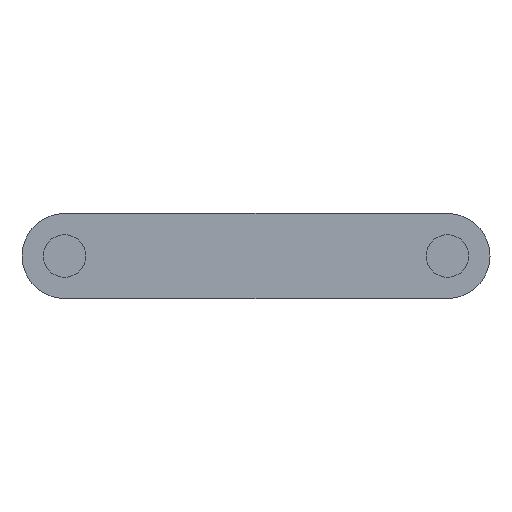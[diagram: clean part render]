
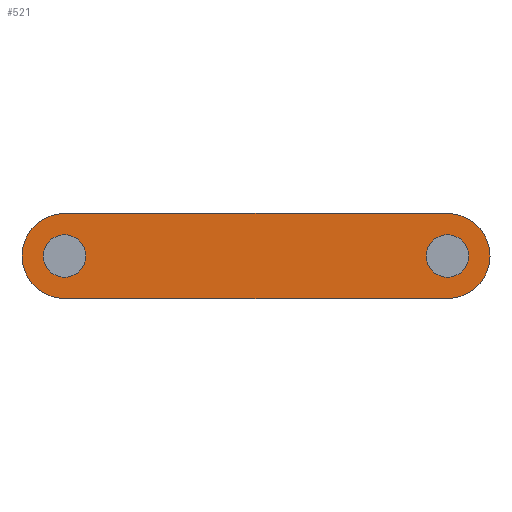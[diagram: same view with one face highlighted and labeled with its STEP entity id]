
A CAD part, front view. The second image highlights one B-rep face of the part: STEP entity #521.
In plain terms, the highlighted planar face has unit normal (0, -1, 0).
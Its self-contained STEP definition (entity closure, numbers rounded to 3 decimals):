
#2 = CARTESIAN_POINT ( 'NONE',  ( 22.5, 0., -2.5 ) ) ;
#5 = EDGE_CURVE ( 'NONE', #380, #283, #198, .T. ) ;
#6 = DIRECTION ( 'NONE',  ( 0., 0., -1. ) ) ;
#12 = AXIS2_PLACEMENT_3D ( 'NONE', #326, #77, #376 ) ;
#26 = CARTESIAN_POINT ( 'NONE',  ( -22.5, 0., -5. ) ) ;
#32 = DIRECTION ( 'NONE',  ( -1., 0., 0. ) ) ;
#34 = CARTESIAN_POINT ( 'NONE',  ( 22.5, 0., 5. ) ) ;
#54 = EDGE_LOOP ( 'NONE', ( #510, #122, #106, #228 ) ) ;
#56 = PLANE ( 'NONE',  #202 ) ;
#62 = DIRECTION ( 'NONE',  ( 0., -1., 0. ) ) ;
#77 = DIRECTION ( 'NONE',  ( 0., -1., 0. ) ) ;
#84 = CARTESIAN_POINT ( 'NONE',  ( 22.5, 0., 0. ) ) ;
#86 = ORIENTED_EDGE ( 'NONE', *, *, #233, .F. ) ;
#88 = EDGE_CURVE ( 'NONE', #248, #341, #199, .T. ) ;
#95 = CARTESIAN_POINT ( 'NONE',  ( -22.5, 0., 0. ) ) ;
#96 = DIRECTION ( 'NONE',  ( 0., 0., -1. ) ) ;
#106 = ORIENTED_EDGE ( 'NONE', *, *, #88, .F. ) ;
#107 = AXIS2_PLACEMENT_3D ( 'NONE', #538, #62, #356 ) ;
#114 = VERTEX_POINT ( 'NONE', #26 ) ;
#118 = CARTESIAN_POINT ( 'NONE',  ( -22.5, 0., 5. ) ) ;
#122 = ORIENTED_EDGE ( 'NONE', *, *, #206, .F. ) ;
#129 = DIRECTION ( 'NONE',  ( 0., 0., -1. ) ) ;
#137 = EDGE_LOOP ( 'NONE', ( #549, #86 ) ) ;
#145 = ORIENTED_EDGE ( 'NONE', *, *, #5, .F. ) ;
#151 = FACE_OUTER_BOUND ( 'NONE', #54, .T. ) ;
#153 = AXIS2_PLACEMENT_3D ( 'NONE', #511, #249, #559 ) ;
#154 = CARTESIAN_POINT ( 'NONE',  ( 22.5, 0., 0. ) ) ;
#162 = CARTESIAN_POINT ( 'NONE',  ( -22.5, 0., -2.5 ) ) ;
#179 = AXIS2_PLACEMENT_3D ( 'NONE', #84, #383, #129 ) ;
#182 = FACE_BOUND ( 'NONE', #137, .T. ) ;
#197 = DIRECTION ( 'NONE',  ( 0., 0., 1. ) ) ;
#198 = CIRCLE ( 'NONE', #107, 2.5 ) ;
#199 = CIRCLE ( 'NONE', #395, 5. ) ;
#201 = EDGE_LOOP ( 'NONE', ( #379, #145 ) ) ;
#202 = AXIS2_PLACEMENT_3D ( 'NONE', #95, #351, #96 ) ;
#206 = EDGE_CURVE ( 'NONE', #341, #114, #210, .T. ) ;
#210 = LINE ( 'NONE', #325, #439 ) ;
#213 = VERTEX_POINT ( 'NONE', #118 ) ;
#228 = ORIENTED_EDGE ( 'NONE', *, *, #537, .F. ) ;
#233 = EDGE_CURVE ( 'NONE', #321, #298, #375, .T. ) ;
#248 = VERTEX_POINT ( 'NONE', #34 ) ;
#249 = DIRECTION ( 'NONE',  ( 0., -1., 0. ) ) ;
#252 = CARTESIAN_POINT ( 'NONE',  ( 22.5, 0., -5. ) ) ;
#254 = DIRECTION ( 'NONE',  ( 0., 1., 0. ) ) ;
#256 = EDGE_CURVE ( 'NONE', #283, #380, #369, .T. ) ;
#283 = VERTEX_POINT ( 'NONE', #162 ) ;
#284 = LINE ( 'NONE', #305, #517 ) ;
#298 = VERTEX_POINT ( 'NONE', #513 ) ;
#305 = CARTESIAN_POINT ( 'NONE',  ( -22.5, 0., 5. ) ) ;
#313 = EDGE_CURVE ( 'NONE', #298, #321, #543, .T. ) ;
#321 = VERTEX_POINT ( 'NONE', #2 ) ;
#325 = CARTESIAN_POINT ( 'NONE',  ( -22.5, 0., -5. ) ) ;
#326 = CARTESIAN_POINT ( 'NONE',  ( 22.5, 0., 0. ) ) ;
#341 = VERTEX_POINT ( 'NONE', #252 ) ;
#350 = AXIS2_PLACEMENT_3D ( 'NONE', #520, #254, #6 ) ;
#351 = DIRECTION ( 'NONE',  ( 0., -1., 0. ) ) ;
#354 = EDGE_CURVE ( 'NONE', #114, #213, #411, .T. ) ;
#356 = DIRECTION ( 'NONE',  ( 0., 0., -1. ) ) ;
#369 = CIRCLE ( 'NONE', #153, 2.5 ) ;
#375 = CIRCLE ( 'NONE', #12, 2.5 ) ;
#376 = DIRECTION ( 'NONE',  ( 0., 0., -1. ) ) ;
#379 = ORIENTED_EDGE ( 'NONE', *, *, #256, .F. ) ;
#380 = VERTEX_POINT ( 'NONE', #471 ) ;
#383 = DIRECTION ( 'NONE',  ( 0., -1., 0. ) ) ;
#395 = AXIS2_PLACEMENT_3D ( 'NONE', #154, #453, #197 ) ;
#402 = FACE_BOUND ( 'NONE', #201, .T. ) ;
#411 = CIRCLE ( 'NONE', #350, 5. ) ;
#439 = VECTOR ( 'NONE', #32, 1000. ) ;
#445 = DIRECTION ( 'NONE',  ( 1., 0., 0. ) ) ;
#453 = DIRECTION ( 'NONE',  ( 0., 1., 0. ) ) ;
#471 = CARTESIAN_POINT ( 'NONE',  ( -22.5, 0., 2.5 ) ) ;
#510 = ORIENTED_EDGE ( 'NONE', *, *, #354, .F. ) ;
#511 = CARTESIAN_POINT ( 'NONE',  ( -22.5, 0., 0. ) ) ;
#513 = CARTESIAN_POINT ( 'NONE',  ( 22.5, 0., 2.5 ) ) ;
#517 = VECTOR ( 'NONE', #445, 1000. ) ;
#520 = CARTESIAN_POINT ( 'NONE',  ( -22.5, 0., 0. ) ) ;
#521 = ADVANCED_FACE ( 'NONE', ( #402, #182, #151 ), #56, .T. ) ;
#537 = EDGE_CURVE ( 'NONE', #213, #248, #284, .T. ) ;
#538 = CARTESIAN_POINT ( 'NONE',  ( -22.5, 0., 0. ) ) ;
#543 = CIRCLE ( 'NONE', #179, 2.5 ) ;
#549 = ORIENTED_EDGE ( 'NONE', *, *, #313, .F. ) ;
#559 = DIRECTION ( 'NONE',  ( 0., 0., -1. ) ) ;
